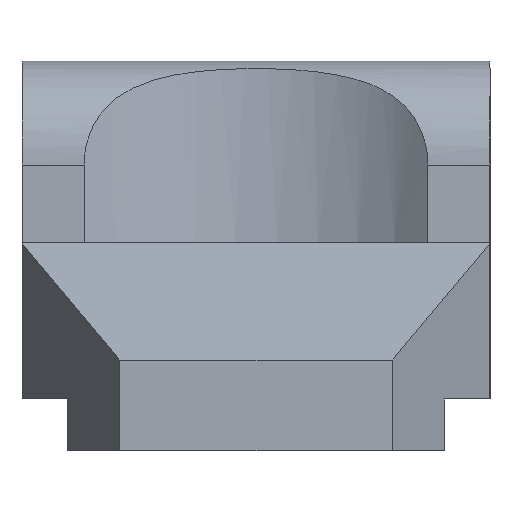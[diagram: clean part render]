
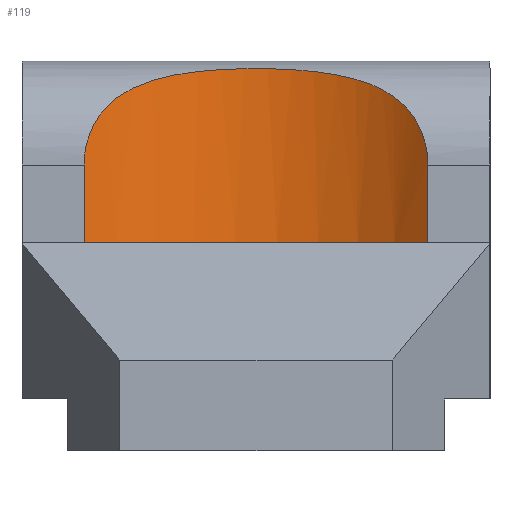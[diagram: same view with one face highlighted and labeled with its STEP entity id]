
A CAD part, left-side view. The second image highlights one B-rep face of the part: STEP entity #119.
In plain terms, the highlighted cylindrical face has radius 20 mm (diameter 40 mm), a partial arc.
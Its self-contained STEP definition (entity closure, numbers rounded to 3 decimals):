
#28 = CARTESIAN_POINT ( 'NONE',  ( 14.135, 5.863, 29.01 ) ) ;
#32 = CARTESIAN_POINT ( 'NONE',  ( 10.789, 12.278, 25.48 ) ) ;
#39 = CARTESIAN_POINT ( 'NONE',  ( -5., 0., 16. ) ) ;
#43 = ORIENTED_EDGE ( 'NONE', *, *, #451, .F. ) ;
#47 = CARTESIAN_POINT ( 'NONE',  ( 10.523, 12.613, 24.864 ) ) ;
#50 = CARTESIAN_POINT ( 'NONE',  ( 14.338, -5.157, 29.115 ) ) ;
#71 = CARTESIAN_POINT ( 'NONE',  ( 10.137, -13.072, 23.484 ) ) ;
#76 = CARTESIAN_POINT ( 'NONE',  ( 11.929, -10.655, 27.215 ) ) ;
#82 = CARTESIAN_POINT ( 'NONE',  ( 14.835, -2.591, 29.347 ) ) ;
#92 = DIRECTION ( 'NONE',  ( 0., 0., 1. ) ) ;
#102 = CARTESIAN_POINT ( 'NONE',  ( 10.404, 12.757, 24.537 ) ) ;
#119 = ADVANCED_FACE ( 'NONE', ( #852 ), #545, .F. ) ;
#122 = VECTOR ( 'NONE', #905, 1000. ) ;
#138 = VERTEX_POINT ( 'NONE', #800 ) ;
#153 = CARTESIAN_POINT ( 'NONE',  ( 10.405, -12.756, 24.538 ) ) ;
#159 = CARTESIAN_POINT ( 'NONE',  ( 14.338, 5.157, 29.115 ) ) ;
#168 = CARTESIAN_POINT ( 'NONE',  ( 10., 13.229, 46. ) ) ;
#199 = CARTESIAN_POINT ( 'NONE',  ( 12.436, 9.819, 27.771 ) ) ;
#224 = CARTESIAN_POINT ( 'NONE',  ( 11.418, -11.425, 26.557 ) ) ;
#237 = DIRECTION ( 'NONE',  ( 0., 0., -1. ) ) ;
#271 = CARTESIAN_POINT ( 'NONE',  ( 10.939, 12.084, 25.773 ) ) ;
#284 = CARTESIAN_POINT ( 'NONE',  ( 13.371, 7.914, 28.527 ) ) ;
#290 = CARTESIAN_POINT ( 'NONE',  ( 14.659, -3.695, 29.269 ) ) ;
#300 = CARTESIAN_POINT ( 'NONE',  ( 10.94, -12.082, 25.775 ) ) ;
#307 = CARTESIAN_POINT ( 'NONE',  ( 12.765, -9.215, 28.062 ) ) ;
#313 = CARTESIAN_POINT ( 'NONE',  ( 13.655, -7.249, 28.723 ) ) ;
#320 = CARTESIAN_POINT ( 'NONE',  ( 14.665, 3.72, 29.274 ) ) ;
#334 = VERTEX_POINT ( 'NONE', #1024 ) ;
#347 = CARTESIAN_POINT ( 'NONE',  ( 10.207, 12.991, 23.843 ) ) ;
#352 = CARTESIAN_POINT ( 'NONE',  ( 13.224, 8.247, 28.421 ) ) ;
#360 = CARTESIAN_POINT ( 'NONE',  ( 10.13, 13.08, 23.483 ) ) ;
#362 = AXIS2_PLACEMENT_3D ( 'NONE', #39, #708, #384 ) ;
#384 = DIRECTION ( 'NONE',  ( 1., 0., 0. ) ) ;
#408 = CARTESIAN_POINT ( 'NONE',  ( 14.99, 0.747, 29.412 ) ) ;
#442 = CARTESIAN_POINT ( 'NONE',  ( 13.776, 6.898, 28.796 ) ) ;
#451 = EDGE_CURVE ( 'NONE', #900, #924, #980, .T. ) ;
#484 = CARTESIAN_POINT ( 'NONE',  ( 14.959, -1.483, 29.4 ) ) ;
#536 = CARTESIAN_POINT ( 'NONE',  ( 10.105, -13.109, 23.303 ) ) ;
#545 = CYLINDRICAL_SURFACE ( 'NONE', #589, 20. ) ;
#557 = CARTESIAN_POINT ( 'NONE',  ( 10.027, -13.198, 22.754 ) ) ;
#563 = CARTESIAN_POINT ( 'NONE',  ( 15., 0.374, 29.416 ) ) ;
#564 = DIRECTION ( 'NONE',  ( -1., 0., 0. ) ) ;
#589 = AXIS2_PLACEMENT_3D ( 'NONE', #642, #237, #564 ) ;
#593 = CARTESIAN_POINT ( 'NONE',  ( 10.027, 13.198, 22.754 ) ) ;
#596 = EDGE_LOOP ( 'NONE', ( #665, #597, #654, #43 ) ) ;
#597 = ORIENTED_EDGE ( 'NONE', *, *, #638, .F. ) ;
#614 = CARTESIAN_POINT ( 'NONE',  ( 14.783, -2.96, 29.325 ) ) ;
#638 = EDGE_CURVE ( 'NONE', #138, #334, #1005, .T. ) ;
#641 = CARTESIAN_POINT ( 'NONE',  ( 14.134, -5.867, 29.009 ) ) ;
#642 = CARTESIAN_POINT ( 'NONE',  ( -5., 0., 46. ) ) ;
#654 = ORIENTED_EDGE ( 'NONE', *, *, #1003, .T. ) ;
#665 = ORIENTED_EDGE ( 'NONE', *, *, #1017, .F. ) ;
#669 = CARTESIAN_POINT ( 'NONE',  ( 10., -13.229, 46. ) ) ;
#671 = VECTOR ( 'NONE', #92, 1000. ) ;
#687 = CARTESIAN_POINT ( 'NONE',  ( 10.213, -12.983, 23.843 ) ) ;
#694 = B_SPLINE_CURVE_WITH_KNOTS ( 'NONE', 3,
 ( #702, #952, #557, #536, #71, #687, #869, #153, #1025, #1020, #300, #1030, #224, #960, #76, #714, #307, #1038, #313, #641, #50, #1013, #290, #614, #82, #484, #799, #563, #408, #720, #965, #1043, #320, #159, #28, #442, #748, #284, #352, #838, #199, #991, #821, #271, #32, #47, #102, #347, #360, #593, #999, #756 ),
 .UNSPECIFIED., .F., .F.,
 ( 4, 2, 2, 2, 2, 2, 2, 2, 2, 2, 2, 2, 2, 2, 2, 2, 2, 2, 2, 2, 2, 2, 2, 2, 2, 4 ),
 ( 0., 0.001, 0.002, 0.002, 0.003, 0.004, 0.006, 0.007, 0.009, 0.011, 0.013, 0.015, 0.016, 0.018, 0.019, 0.02, 0.022, 0.025, 0.026, 0.027, 0.029, 0.031, 0.033, 0.034, 0.035, 0.036 ),
 .UNSPECIFIED. ) ;
#702 = CARTESIAN_POINT ( 'NONE',  ( 10., -13.229, 22. ) ) ;
#708 = DIRECTION ( 'NONE',  ( 0., 0., 1. ) ) ;
#711 = CIRCLE ( 'NONE', #362, 20. ) ;
#714 = CARTESIAN_POINT ( 'NONE',  ( 12.436, -9.82, 27.77 ) ) ;
#720 = CARTESIAN_POINT ( 'NONE',  ( 14.948, 1.493, 29.395 ) ) ;
#748 = CARTESIAN_POINT ( 'NONE',  ( 13.647, 7.24, 28.714 ) ) ;
#756 = CARTESIAN_POINT ( 'NONE',  ( 10., 13.229, 22. ) ) ;
#799 = CARTESIAN_POINT ( 'NONE',  ( 15., -0.742, 29.416 ) ) ;
#800 = CARTESIAN_POINT ( 'NONE',  ( 10., -13.229, 22. ) ) ;
#821 = CARTESIAN_POINT ( 'NONE',  ( 11.41, 11.445, 26.579 ) ) ;
#838 = CARTESIAN_POINT ( 'NONE',  ( 12.766, 9.212, 28.063 ) ) ;
#844 = CARTESIAN_POINT ( 'NONE',  ( 10., 13.229, 16. ) ) ;
#852 = FACE_OUTER_BOUND ( 'NONE', #596, .T. ) ;
#869 = CARTESIAN_POINT ( 'NONE',  ( 10.257, -12.931, 24.021 ) ) ;
#900 = VERTEX_POINT ( 'NONE', #844 ) ;
#905 = DIRECTION ( 'NONE',  ( 0., 0., -1. ) ) ;
#914 = CARTESIAN_POINT ( 'NONE',  ( 10., 13.229, 22. ) ) ;
#924 = VERTEX_POINT ( 'NONE', #914 ) ;
#952 = CARTESIAN_POINT ( 'NONE',  ( 10., -13.229, 22.38 ) ) ;
#960 = CARTESIAN_POINT ( 'NONE',  ( 11.756, -10.923, 27.01 ) ) ;
#965 = CARTESIAN_POINT ( 'NONE',  ( 14.916, 1.868, 29.382 ) ) ;
#980 = LINE ( 'NONE', #168, #671 ) ;
#991 = CARTESIAN_POINT ( 'NONE',  ( 11.753, 10.944, 27.023 ) ) ;
#999 = CARTESIAN_POINT ( 'NONE',  ( 10., 13.229, 22.381 ) ) ;
#1003 = EDGE_CURVE ( 'NONE', #138, #924, #694, .T. ) ;
#1005 = LINE ( 'NONE', #669, #122 ) ;
#1013 = CARTESIAN_POINT ( 'NONE',  ( 14.586, -4.064, 29.236 ) ) ;
#1017 = EDGE_CURVE ( 'NONE', #334, #900, #711, .T. ) ;
#1020 = CARTESIAN_POINT ( 'NONE',  ( 10.79, -12.277, 25.483 ) ) ;
#1024 = CARTESIAN_POINT ( 'NONE',  ( 10., -13.229, 16. ) ) ;
#1025 = CARTESIAN_POINT ( 'NONE',  ( 10.523, -12.613, 24.865 ) ) ;
#1030 = CARTESIAN_POINT ( 'NONE',  ( 11.254, -11.657, 26.311 ) ) ;
#1038 = CARTESIAN_POINT ( 'NONE',  ( 13.379, -7.92, 28.542 ) ) ;
#1043 = CARTESIAN_POINT ( 'NONE',  ( 14.79, 2.987, 29.328 ) ) ;
